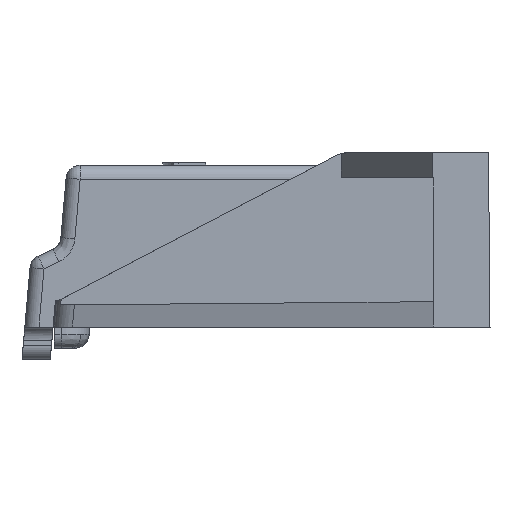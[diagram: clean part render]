
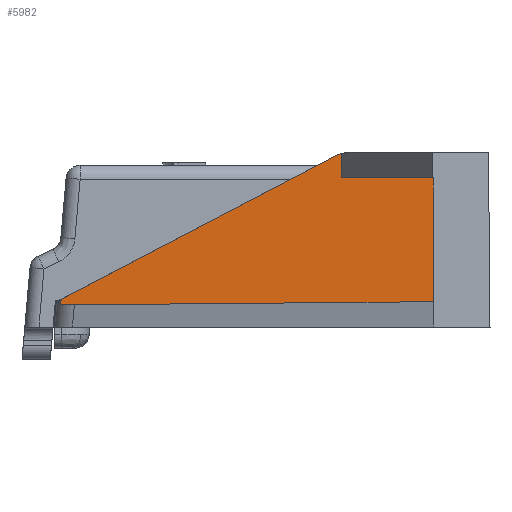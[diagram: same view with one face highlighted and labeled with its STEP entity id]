
A CAD part, left-side view. The second image highlights one B-rep face of the part: STEP entity #5982.
In plain terms, the highlighted planar face has unit normal (-1, 0.009, 0).
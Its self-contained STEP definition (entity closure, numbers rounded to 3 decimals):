
#671 = CARTESIAN_POINT ( 'NONE',  ( -47.243, 0.037, 10.657 ) ) ;
#1028 = VECTOR ( 'NONE', #12750, 1000. ) ;
#1596 = CARTESIAN_POINT ( 'NONE',  ( -47.069, 19.955, 1.98 ) ) ;
#3112 = VERTEX_POINT ( 'NONE', #33558 ) ;
#4672 = CARTESIAN_POINT ( 'NONE',  ( -47.243, 0.037, 10.6 ) ) ;
#5009 = EDGE_CURVE ( 'NONE', #38524, #36281, #40118, .T. ) ;
#5045 = EDGE_CURVE ( 'NONE', #42272, #3112, #44521, .T. ) ;
#5307 = PLANE ( 'NONE',  #18094 ) ;
#5408 = EDGE_CURVE ( 'NONE', #45987, #28423, #35940, .T. ) ;
#5982 = ADVANCED_FACE ( 'NONE', ( #45663 ), #5307, .T. ) ;
#7165 = CARTESIAN_POINT ( 'NONE',  ( -47.069, 19.984, 1.569 ) ) ;
#8295 = DIRECTION ( 'NONE',  ( 0., 0., 1. ) ) ;
#8310 = VECTOR ( 'NONE', #35559, 1000. ) ;
#8803 = DIRECTION ( 'NONE',  ( 0.008, 0.886, -0.463 ) ) ;
#9113 = CARTESIAN_POINT ( 'NONE',  ( -47.069, 19.984, 1.569 ) ) ;
#9423 = CARTESIAN_POINT ( 'NONE',  ( -47.3, -6.5, 1.8 ) ) ;
#11165 = CARTESIAN_POINT ( 'NONE',  ( -47.243, 0.037, 12.329 ) ) ;
#11326 = VERTEX_POINT ( 'NONE', #7165 ) ;
#12750 = DIRECTION ( 'NONE',  ( 0.009, 1., 0.009 ) ) ;
#14139 =( BOUNDED_CURVE ( )  B_SPLINE_CURVE ( 3, ( #1596, #25726, #36806, #9113 ),
 .UNSPECIFIED., .F., .T. ) 
 B_SPLINE_CURVE_WITH_KNOTS ( ( 4, 4 ),
 ( 2.161, 2.166 ),
 .UNSPECIFIED. ) 
 CURVE ( )  GEOMETRIC_REPRESENTATION_ITEM ( )  RATIONAL_B_SPLINE_CURVE ( ( 1., 1., 1., 1. ) ) 
 REPRESENTATION_ITEM ( '' )  );
#14927 = ORIENTED_EDGE ( 'NONE', *, *, #16894, .T. ) ;
#15644 = CARTESIAN_POINT ( 'NONE',  ( -47.296, -6.087, 1.796 ) ) ;
#16894 = EDGE_CURVE ( 'NONE', #45987, #38524, #48199, .T. ) ;
#17071 = CARTESIAN_POINT ( 'NONE',  ( -47.242, 0.175, 12.291 ) ) ;
#18094 = AXIS2_PLACEMENT_3D ( 'NONE', #32760, #41522, #33009 ) ;
#19986 = ORIENTED_EDGE ( 'NONE', *, *, #5045, .T. ) ;
#21922 = EDGE_CURVE ( 'NONE', #3112, #11326, #14139, .T. ) ;
#22141 = ORIENTED_EDGE ( 'NONE', *, *, #5009, .T. ) ;
#23834 = DIRECTION ( 'NONE',  ( 0., 0., -1. ) ) ;
#25117 = ORIENTED_EDGE ( 'NONE', *, *, #36834, .T. ) ;
#25726 = CARTESIAN_POINT ( 'NONE',  ( -47.069, 19.965, 1.843 ) ) ;
#28423 = VERTEX_POINT ( 'NONE', #9423 ) ;
#28974 = CARTESIAN_POINT ( 'NONE',  ( -47.239, 0.435, 12.173 ) ) ;
#29500 = EDGE_CURVE ( 'NONE', #11326, #28423, #33265, .T. ) ;
#29718 = CARTESIAN_POINT ( 'NONE',  ( -47.3, -6.5, 10.6 ) ) ;
#31229 = VECTOR ( 'NONE', #8295, 1000. ) ;
#31529 = CARTESIAN_POINT ( 'NONE',  ( -47.239, 0.435, 12.173 ) ) ;
#31679 = CARTESIAN_POINT ( 'NONE',  ( -47.296, -6.087, 10.604 ) ) ;
#32573 = CARTESIAN_POINT ( 'NONE',  ( -47.3, -6.5, 0. ) ) ;
#32760 = CARTESIAN_POINT ( 'NONE',  ( -47.3, -6.5, 0. ) ) ;
#32842 = CARTESIAN_POINT ( 'NONE',  ( -47.241, 0.308, 12.239 ) ) ;
#33009 = DIRECTION ( 'NONE',  ( -0.009, -1., 0. ) ) ;
#33265 = LINE ( 'NONE', #15644, #8310 ) ;
#33558 = CARTESIAN_POINT ( 'NONE',  ( -47.069, 19.955, 1.98 ) ) ;
#35559 = DIRECTION ( 'NONE',  ( -0.009, -1., 0.009 ) ) ;
#35940 = LINE ( 'NONE', #32573, #38638 ) ;
#36281 = VERTEX_POINT ( 'NONE', #11165 ) ;
#36700 = CARTESIAN_POINT ( 'NONE',  ( -47.243, 0.037, 12.329 ) ) ;
#36806 = CARTESIAN_POINT ( 'NONE',  ( -47.069, 19.974, 1.706 ) ) ;
#36834 = EDGE_CURVE ( 'NONE', #36281, #42272, #38774, .T. ) ;
#37812 = VECTOR ( 'NONE', #8803, 1000. ) ;
#38524 = VERTEX_POINT ( 'NONE', #671 ) ;
#38638 = VECTOR ( 'NONE', #23834, 1000. ) ;
#38774 =( BOUNDED_CURVE ( )  B_SPLINE_CURVE ( 3, ( #36700, #17071, #32842, #28974 ),
 .UNSPECIFIED., .F., .T. ) 
 B_SPLINE_CURVE_WITH_KNOTS ( ( 4, 4 ),
 ( 4.979, 5.194 ),
 .UNSPECIFIED. ) 
 CURVE ( )  GEOMETRIC_REPRESENTATION_ITEM ( )  RATIONAL_B_SPLINE_CURVE ( ( 1., 0.996, 0.996, 1. ) ) 
 REPRESENTATION_ITEM ( '' )  );
#39990 = ORIENTED_EDGE ( 'NONE', *, *, #5408, .F. ) ;
#40118 = LINE ( 'NONE', #4672, #31229 ) ;
#41522 = DIRECTION ( 'NONE',  ( -1., 0.009, 0. ) ) ;
#42272 = VERTEX_POINT ( 'NONE', #31529 ) ;
#43352 = ORIENTED_EDGE ( 'NONE', *, *, #21922, .T. ) ;
#44271 = CARTESIAN_POINT ( 'NONE',  ( -47.199, 5.087, 9.744 ) ) ;
#44521 = LINE ( 'NONE', #44271, #37812 ) ;
#45663 = FACE_OUTER_BOUND ( 'NONE', #46639, .T. ) ;
#45987 = VERTEX_POINT ( 'NONE', #29718 ) ;
#46639 = EDGE_LOOP ( 'NONE', ( #22141, #25117, #19986, #43352, #48254, #39990, #14927 ) ) ;
#48199 = LINE ( 'NONE', #31679, #1028 ) ;
#48254 = ORIENTED_EDGE ( 'NONE', *, *, #29500, .T. ) ;
